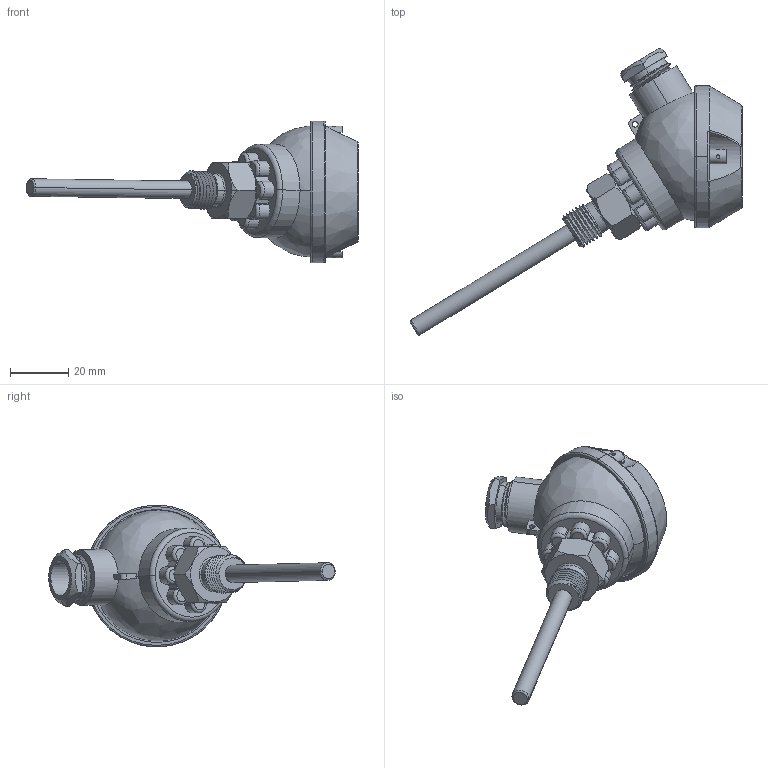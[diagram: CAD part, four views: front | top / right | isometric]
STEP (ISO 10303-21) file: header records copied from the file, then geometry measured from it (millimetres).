
FILE_DESCRIPTION (( 'STEP AP214' ), '1' );
FILE_NAME ('TM800A-6L075G14M-3D.STEP', '2021-09-23T07:26:49', ( '' ), ( '' ), 'SwSTEP 2.0', 'SolidWorks 2018', '' );
FILE_SCHEMA (( 'AUTOMOTIVE_DESIGN' ));
Length unit declared in the file: millimetre
Products named in the file (9): TM800A-WK-03.stp; TM800A-WK-01.stp; 6XL75.stp; TM800A-WK-02.stp; TM800A-M3.stp; TM800A-6L075G14M-3D.stp; TM800A-G14M-6.stp; TM800A-G14M-6-L75_ASM.stp; TM800A-6L075G14M-3D
Assembly tree (9 placements, depth 4):
  TM800A-6L075G14M-3D
    TM800A-6L075G14M-3D.stp
      TM800A-G14M-6-L75_ASM.stp
        TM800A-G14M-6.stp
        6XL75.stp
      TM800A-WK-01.stp
      TM800A-WK-02.stp
      TM800A-WK-03.stp
      TM800A-M3.stp  x2
Bounding box: 113.62 x 98.14 x 48.5 mm (x, y, z)
Volume: 29561.4 mm3; surface area: 23355.8 mm2
Topology: 8 solids, 8 shells, 265 faces, 674 edges, 430 vertices
Faces by surface type: cylinder 114, plane 56, cone 33, bspline 31, torus 28, sphere 3
Entity records: 13573 total; most frequent: CARTESIAN_POINT 7591, ORIENTED_EDGE 1236, DIRECTION 1124, EDGE_CURVE 618, AXIS2_PLACEMENT_3D 486, VERTEX_POINT 396, EDGE_LOOP 272, CIRCLE 259
